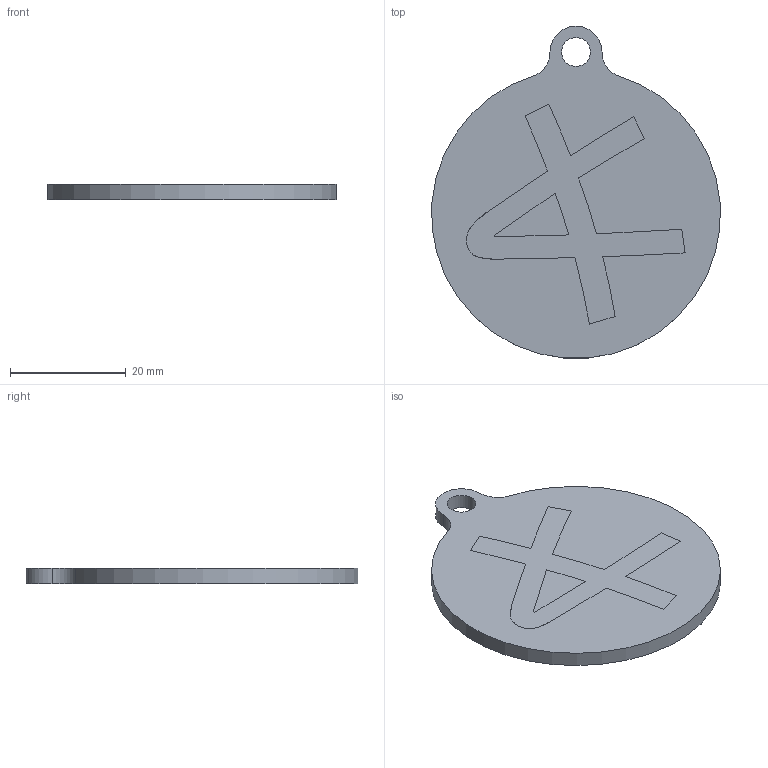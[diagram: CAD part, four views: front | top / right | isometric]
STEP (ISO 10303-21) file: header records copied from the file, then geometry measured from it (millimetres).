
FILE_DESCRIPTION(/* description */ ('','CAx-IF Rec.Pracs.---Representation and Presentation of Product Manufacturing Information (PMI)---4.0---2014-10-13'),/* implementation_level */ '2;1');
FILE_NAME(/* name */ 'ATag.step',/* time_stamp */ '2025-01-12T01:02:58+05:30',/* author */ (''),/* organization */ (''),/* preprocessor_version */ 'ST-DEVELOPER v20',/* originating_system */ 'Autodesk Translation Framework v13.20.0.188',/* authorisation */ '');
FILE_SCHEMA (('AP242_MANAGED_MODEL_BASED_3D_ENGINEERING_MIM_LF { 1 0 10303 442 1 1 4 }'));
Length unit declared in the file: millimetre
Products named in the file (1): ATag
Bounding box: 49.86 x 57.41 x 2.6 mm (x, y, z)
Volume: 4827 mm3; surface area: 7742.7 mm2
Topology: 2 solids, 3 shells, 84 faces, 228 edges, 152 vertices
Faces by surface type: bspline 60, plane 18, cylinder 6
Full cylindrical faces by diameter (mm): 5 x1, 35.4 x1
Entity records: 2844 total; most frequent: CARTESIAN_POINT 1245, ORIENTED_EDGE 456, EDGE_CURVE 228, DIRECTION 170, VERTEX_POINT 152, LINE 96, VECTOR 96, EDGE_LOOP 90
